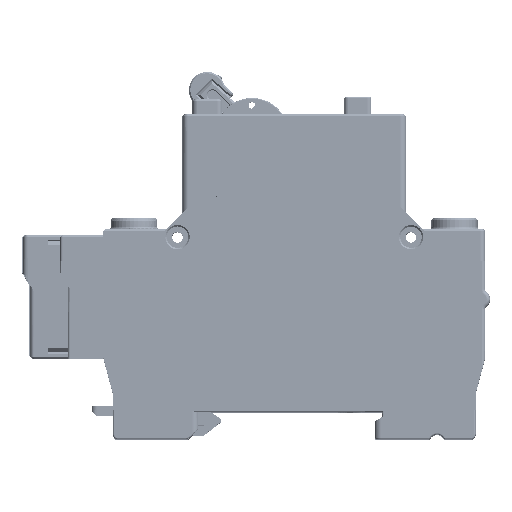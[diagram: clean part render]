
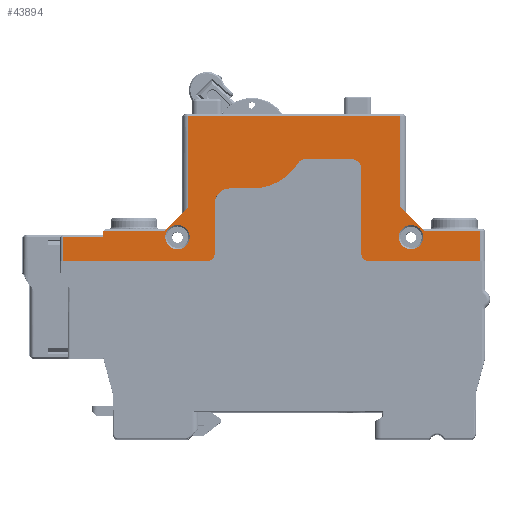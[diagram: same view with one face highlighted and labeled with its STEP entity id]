
A CAD part, top view. The second image highlights one B-rep face of the part: STEP entity #43894.
In plain terms, the highlighted planar face has unit normal (0, 0, 1).
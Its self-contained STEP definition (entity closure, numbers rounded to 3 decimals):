
#35646=CARTESIAN_POINT('',(23.5,-1.7,1.5));
#35647=DIRECTION('',(0.,0.,1.));
#35648=DIRECTION('',(-1.,0.,0.));
#35649=AXIS2_PLACEMENT_3D('',#35646,#35647,#35648);
#35651=CARTESIAN_POINT('',(23.5,-1.7,1.5));
#35652=DIRECTION('',(0.,0.,1.));
#35653=DIRECTION('',(1.,0.,0.));
#35654=AXIS2_PLACEMENT_3D('',#35651,#35652,#35653);
#35656=CARTESIAN_POINT('',(-23.5,-1.7,1.5));
#35657=DIRECTION('',(0.,0.,1.));
#35658=DIRECTION('',(-1.,0.,0.));
#35659=AXIS2_PLACEMENT_3D('',#35656,#35657,#35658);
#35661=CARTESIAN_POINT('',(-23.5,-1.7,1.5));
#35662=DIRECTION('',(0.,0.,1.));
#35663=DIRECTION('',(1.,0.,0.));
#35664=AXIS2_PLACEMENT_3D('',#35661,#35662,#35663);
#35666=DIRECTION('',(0.,1.,0.));
#35667=VECTOR('',#35666,4.8);
#35668=CARTESIAN_POINT('',(-46.6,-6.5,1.5));
#35669=LINE('',#35668,#35667);
#35670=DIRECTION('',(1.,0.,0.));
#35671=VECTOR('',#35670,8.2);
#35672=CARTESIAN_POINT('',(-46.6,-1.7,
1.5));
#35673=LINE('',#35672,#35671);
#35674=DIRECTION('',(1.,0.,0.));
#35675=VECTOR('',#35674,12.2);
#35676=CARTESIAN_POINT('',(-38.4,-0.5,1.5));
#35677=LINE('',#35676,#35675);
#35678=DIRECTION('',(0.707,0.707,0.));
#35679=VECTOR('',#35678,6.93);
#35680=CARTESIAN_POINT('',(-26.2,-0.5,
1.5));
#35681=LINE('',#35680,#35679);
#35682=DIRECTION('',(0.,1.,0.));
#35683=VECTOR('',#35682,18.2);
#35684=CARTESIAN_POINT('',(-21.3,4.4,1.5));
#35685=LINE('',#35684,#35683);
#35686=DIRECTION('',(1.,0.,0.));
#35687=VECTOR('',#35686,42.6);
#35688=CARTESIAN_POINT('',(-21.3,22.6,
1.5));
#35689=LINE('',#35688,#35687);
#35690=DIRECTION('',(0.,-1.,0.));
#35691=VECTOR('',#35690,18.2);
#35692=CARTESIAN_POINT('',(21.3,22.6,1.5));
#35693=LINE('',#35692,#35691);
#35694=DIRECTION('',(0.707,-0.707,0.));
#35695=VECTOR('',#35694,6.93);
#35696=CARTESIAN_POINT('',(21.3,4.4,1.5));
#35697=LINE('',#35696,#35695);
#35698=DIRECTION('',(1.,0.,0.));
#35699=VECTOR('',#35698,11.2);
#35700=CARTESIAN_POINT('',(26.2,-0.5,
1.5));
#35701=LINE('',#35700,#35699);
#35702=DIRECTION('',(0.,-1.,0.));
#35703=VECTOR('',#35702,6.);
#35704=CARTESIAN_POINT('',(37.4,-0.5,
1.5));
#35705=LINE('',#35704,#35703);
#35706=CARTESIAN_POINT('',(15.,-5.,1.5));
#35707=DIRECTION('',(0.,0.,-1.));
#35708=DIRECTION('',(0.,-1.,0.));
#35709=AXIS2_PLACEMENT_3D('',#35706,#35707,#35708);
#35711=DIRECTION('',(0.,1.,0.));
#35712=VECTOR('',#35711,17.);
#35713=CARTESIAN_POINT('',(13.5,-5.,1.5));
#35714=LINE('',#35713,#35712);
#35715=CARTESIAN_POINT('',(11.5,12.,1.5));
#35716=DIRECTION('',(0.,0.,1.));
#35717=DIRECTION('',(1.,0.,0.));
#35718=AXIS2_PLACEMENT_3D('',#35715,#35716,#35717);
#35720=DIRECTION('',(-1.,0.,0.));
#35721=VECTOR('',#35720,9.384);
#35722=CARTESIAN_POINT('',(11.5,14.,1.5));
#35723=LINE('',#35722,#35721);
#35724=CARTESIAN_POINT('',(2.116,12.5,1.5));
#35725=DIRECTION('',(0.,0.,1.));
#35726=DIRECTION('',(0.,1.,0.));
#35727=AXIS2_PLACEMENT_3D('',#35724,#35725,#35726);
#35729=CARTESIAN_POINT('',(-8.5,19.1,1.5));
#35730=DIRECTION('',(0.,0.,-1.));
#35731=DIRECTION('',(0.849,-0.528,0.));
#35732=AXIS2_PLACEMENT_3D('',#35729,#35730,#35731);
#35734=DIRECTION('',(-1.,0.,0.));
#35735=VECTOR('',#35734,4.5);
#35736=CARTESIAN_POINT('',(-8.5,8.1,1.5));
#35737=LINE('',#35736,#35735);
#35738=CARTESIAN_POINT('',(-13.,5.1,1.5));
#35739=DIRECTION('',(0.,0.,1.));
#35740=DIRECTION('',(0.,1.,0.));
#35741=AXIS2_PLACEMENT_3D('',#35738,#35739,#35740);
#35743=CARTESIAN_POINT('',(-17.5,-5.,1.5));
#35744=DIRECTION('',(0.,0.,-1.));
#35745=DIRECTION('',(1.,0.,0.));
#35746=AXIS2_PLACEMENT_3D('',#35743,#35744,#35745);
#40094=DIRECTION('',(0.,-1.,0.));
#40095=VECTOR('',#40094,1.2);
#40096=CARTESIAN_POINT('',(-38.4,-0.5,1.5));
#40097=LINE('',#40096,#40095);
#40132=DIRECTION('',(1.,0.,0.));
#40133=VECTOR('',#40132,29.1);
#40134=CARTESIAN_POINT('',(-46.6,-6.5,1.5));
#40135=LINE('',#40134,#40133);
#40148=DIRECTION('',(0.,1.,0.));
#40149=VECTOR('',#40148,10.1);
#40150=CARTESIAN_POINT('',(-16.,-5.,1.5));
#40151=LINE('',#40150,#40149);
#40214=DIRECTION('',(1.,0.,0.));
#40215=VECTOR('',#40214,22.4);
#40216=CARTESIAN_POINT('',(15.,-6.5,1.5));
#40217=LINE('',#40216,#40215);
#41527=CARTESIAN_POINT('',(25.95,-1.7,
1.5));
#41528=VERTEX_POINT('',#41527);
#41529=CARTESIAN_POINT('',(21.05,-1.7,
1.5));
#41530=VERTEX_POINT('',#41529);
#41531=CARTESIAN_POINT('',(-26.2,-0.5,
1.5));
#41532=CARTESIAN_POINT('',(-21.3,4.4,1.5));
#41533=VERTEX_POINT('',#41531);
#41534=VERTEX_POINT('',#41532);
#41535=CARTESIAN_POINT('',(-21.3,22.6,
1.5));
#41536=VERTEX_POINT('',#41535);
#41537=CARTESIAN_POINT('',(21.3,22.6,1.5));
#41538=VERTEX_POINT('',#41537);
#41539=CARTESIAN_POINT('',(21.3,4.4,1.5));
#41540=VERTEX_POINT('',#41539);
#41541=CARTESIAN_POINT('',(26.2,-0.5,
1.5));
#41542=VERTEX_POINT('',#41541);
#41543=CARTESIAN_POINT('',(37.4,-0.5,
1.5));
#41544=VERTEX_POINT('',#41543);
#41545=CARTESIAN_POINT('',(37.4,-6.5,1.5));
#41546=VERTEX_POINT('',#41545);
#41547=CARTESIAN_POINT('',(15.,-6.5,1.5));
#41548=VERTEX_POINT('',#41547);
#41549=CARTESIAN_POINT('',(13.5,-5.,1.5));
#41550=VERTEX_POINT('',#41549);
#41551=CARTESIAN_POINT('',(13.5,12.,1.5));
#41552=VERTEX_POINT('',#41551);
#41553=CARTESIAN_POINT('',(11.5,14.,1.5));
#41554=VERTEX_POINT('',#41553);
#41555=CARTESIAN_POINT('',(2.116,14.,1.5));
#41556=VERTEX_POINT('',#41555);
#41557=CARTESIAN_POINT('',(0.842,13.292,1.5));
#41558=VERTEX_POINT('',#41557);
#41559=CARTESIAN_POINT('',(-8.5,8.1,1.5));
#41560=VERTEX_POINT('',#41559);
#41561=CARTESIAN_POINT('',(-13.,8.1,1.5));
#41562=VERTEX_POINT('',#41561);
#41563=CARTESIAN_POINT('',(-16.,5.1,1.5));
#41564=VERTEX_POINT('',#41563);
#41565=CARTESIAN_POINT('',(-16.,-5.,1.5));
#41566=VERTEX_POINT('',#41565);
#41567=CARTESIAN_POINT('',(-17.5,-6.5,1.5));
#41568=VERTEX_POINT('',#41567);
#42431=CARTESIAN_POINT('',(-25.95,-1.7,
1.5));
#42433=VERTEX_POINT('',#42431);
#42439=CARTESIAN_POINT('',(-21.05,-1.7,
1.5));
#42440=VERTEX_POINT('',#42439);
#42979=CARTESIAN_POINT('',(-38.4,-0.5,1.5));
#42981=VERTEX_POINT('',#42979);
#43005=CARTESIAN_POINT('',(-38.4,-1.7,1.5));
#43006=VERTEX_POINT('',#43005);
#43030=CARTESIAN_POINT('',(-46.6,-6.5,1.5));
#43032=VERTEX_POINT('',#43030);
#43047=CARTESIAN_POINT('',(-46.6,-1.7,
1.5));
#43049=VERTEX_POINT('',#43047);
#43830=CARTESIAN_POINT('',(0.,0.,1.5));
#43831=DIRECTION('',(0.,0.,1.));
#43832=DIRECTION('',(1.,0.,0.));
#43833=AXIS2_PLACEMENT_3D('',#43830,#43831,#43832);
#43834=PLANE('',#43833);
#43836=ORIENTED_EDGE('',*,*,#43835,.T.);
#43838=ORIENTED_EDGE('',*,*,#43837,.T.);
#43840=ORIENTED_EDGE('',*,*,#43839,.F.);
#43842=ORIENTED_EDGE('',*,*,#43841,.T.);
#43844=ORIENTED_EDGE('',*,*,#43843,.T.);
#43846=ORIENTED_EDGE('',*,*,#43845,.T.);
#43848=ORIENTED_EDGE('',*,*,#43847,.T.);
#43850=ORIENTED_EDGE('',*,*,#43849,.T.);
#43852=ORIENTED_EDGE('',*,*,#43851,.T.);
#43854=ORIENTED_EDGE('',*,*,#43853,.T.);
#43856=ORIENTED_EDGE('',*,*,#43855,.T.);
#43858=ORIENTED_EDGE('',*,*,#43857,.F.);
#43860=ORIENTED_EDGE('',*,*,#43859,.T.);
#43862=ORIENTED_EDGE('',*,*,#43861,.T.);
#43864=ORIENTED_EDGE('',*,*,#43863,.T.);
#43866=ORIENTED_EDGE('',*,*,#43865,.T.);
#43868=ORIENTED_EDGE('',*,*,#43867,.T.);
#43870=ORIENTED_EDGE('',*,*,#43869,.T.);
#43872=ORIENTED_EDGE('',*,*,#43871,.T.);
#43874=ORIENTED_EDGE('',*,*,#43873,.T.);
#43876=ORIENTED_EDGE('',*,*,#43875,.F.);
#43878=ORIENTED_EDGE('',*,*,#43877,.T.);
#43880=ORIENTED_EDGE('',*,*,#43879,.F.);
#43881=EDGE_LOOP('',(#43836,#43838,#43840,#43842,#43844,#43846,#43848,#43850,
#43852,#43854,#43856,#43858,#43860,#43862,#43864,#43866,#43868,#43870,#43872,
#43874,#43876,#43878,#43880));
#43882=FACE_OUTER_BOUND('',#43881,.F.);
#43884=ORIENTED_EDGE('',*,*,#43883,.T.);
#43885=ORIENTED_EDGE('',*,*,#43819,.T.);
#43886=EDGE_LOOP('',(#43884,#43885));
#43887=FACE_BOUND('',#43886,.F.);
#43889=ORIENTED_EDGE('',*,*,#43888,.T.);
#43891=ORIENTED_EDGE('',*,*,#43890,.T.);
#43892=EDGE_LOOP('',(#43889,#43891));
#43893=FACE_BOUND('',#43892,.F.);
#43894=ADVANCED_FACE('',(#43882,#43887,#43893),#43834,.T.);
#35650=CIRCLE('',#35649,2.45);
#35655=CIRCLE('',#35654,2.45);
#35660=CIRCLE('',#35659,2.45);
#35665=CIRCLE('',#35664,2.45);
#35710=CIRCLE('',#35709,1.5);
#35719=CIRCLE('',#35718,2.);
#35728=CIRCLE('',#35727,1.5);
#35733=CIRCLE('',#35732,11.);
#35742=CIRCLE('',#35741,3.);
#35747=CIRCLE('',#35746,1.5);
#43819=EDGE_CURVE('',#42440,#42433,#35665,.T.);
#43835=EDGE_CURVE('',#43032,#43049,#35669,.T.);
#43837=EDGE_CURVE('',#43049,#43006,#35673,.T.);
#43839=EDGE_CURVE('',#42981,#43006,#40097,.T.);
#43841=EDGE_CURVE('',#42981,#41533,#35677,.T.);
#43843=EDGE_CURVE('',#41533,#41534,#35681,.T.);
#43845=EDGE_CURVE('',#41534,#41536,#35685,.T.);
#43847=EDGE_CURVE('',#41536,#41538,#35689,.T.);
#43849=EDGE_CURVE('',#41538,#41540,#35693,.T.);
#43851=EDGE_CURVE('',#41540,#41542,#35697,.T.);
#43853=EDGE_CURVE('',#41542,#41544,#35701,.T.);
#43855=EDGE_CURVE('',#41544,#41546,#35705,.T.);
#43857=EDGE_CURVE('',#41548,#41546,#40217,.T.);
#43859=EDGE_CURVE('',#41548,#41550,#35710,.T.);
#43861=EDGE_CURVE('',#41550,#41552,#35714,.T.);
#43863=EDGE_CURVE('',#41552,#41554,#35719,.T.);
#43865=EDGE_CURVE('',#41554,#41556,#35723,.T.);
#43867=EDGE_CURVE('',#41556,#41558,#35728,.T.);
#43869=EDGE_CURVE('',#41558,#41560,#35733,.T.);
#43871=EDGE_CURVE('',#41560,#41562,#35737,.T.);
#43873=EDGE_CURVE('',#41562,#41564,#35742,.T.);
#43875=EDGE_CURVE('',#41566,#41564,#40151,.T.);
#43877=EDGE_CURVE('',#41566,#41568,#35747,.T.);
#43879=EDGE_CURVE('',#43032,#41568,#40135,.T.);
#43883=EDGE_CURVE('',#42433,#42440,#35660,.T.);
#43888=EDGE_CURVE('',#41530,#41528,#35650,.T.);
#43890=EDGE_CURVE('',#41528,#41530,#35655,.T.);
